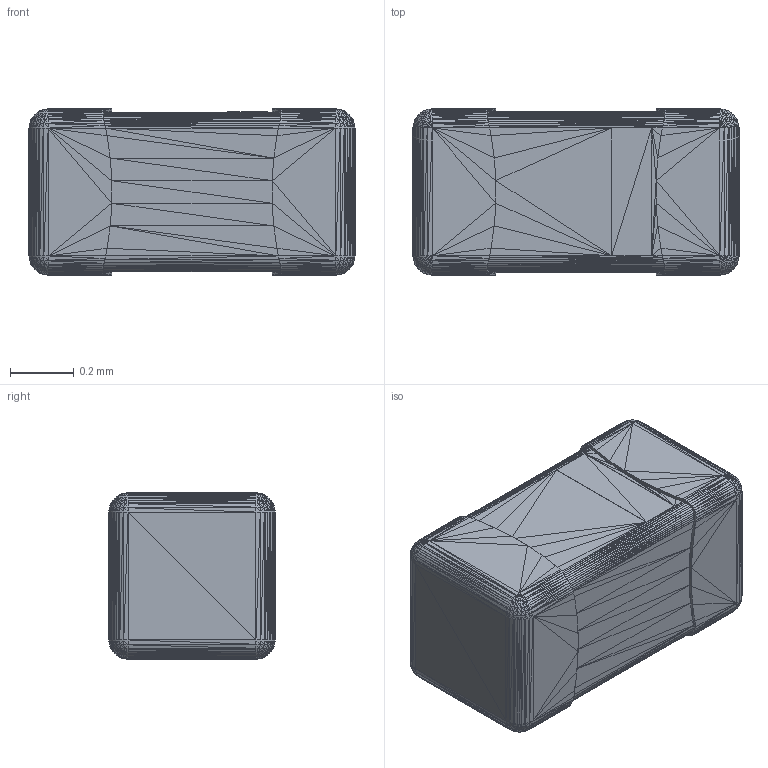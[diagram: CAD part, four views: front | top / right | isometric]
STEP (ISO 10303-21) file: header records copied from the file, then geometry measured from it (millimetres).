
FILE_DESCRIPTION(('auto-generated'),'2;1');
FILE_SCHEMA(('CONFIG_CONTROL_DESIGN'));
Bounding box: 1.02 x 0.52 x 0.52 mm (x, y, z)
Surface area: 2.5 mm2 (no closed solid volume)
Topology: 0 solids, 11 shells, 2206 faces, 3570 edges, 1366 vertices
Faces by surface type: plane 2206
Entity records: 35108 total; most frequent: ORIENTED_EDGE 6618, DIRECTION 5188, LINE 3570, EDGE_CURVE 3570, VECTOR 2350, AXIS2_PLACEMENT_3D 2207, PLANE 2206, EDGE_LOOP 2206
